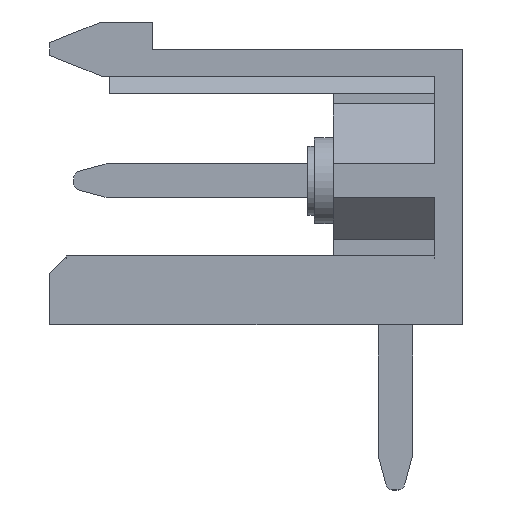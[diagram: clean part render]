
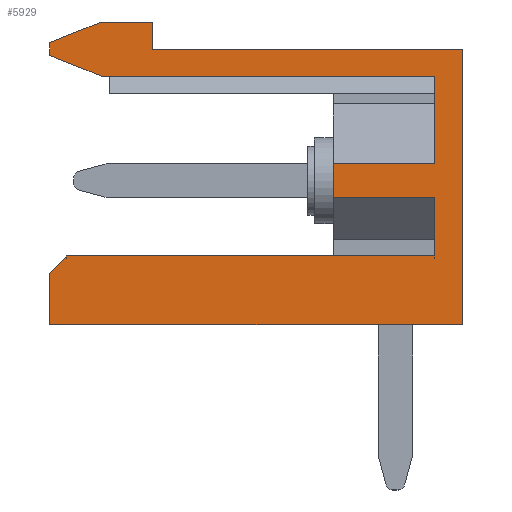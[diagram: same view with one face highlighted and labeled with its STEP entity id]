
A CAD part, left-side view. The second image highlights one B-rep face of the part: STEP entity #5929.
In plain terms, the highlighted planar face has unit normal (-1, 0, 0).
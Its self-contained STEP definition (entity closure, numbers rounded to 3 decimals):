
#978 = ORIENTED_EDGE ( 'NONE', *, *, #30140, .T. ) ;
#1572 = VERTEX_POINT ( 'NONE', #1646 ) ;
#1646 = CARTESIAN_POINT ( 'NONE',  ( 0., 9.01, 0.8 ) ) ;
#1926 = CARTESIAN_POINT ( 'NONE',  ( 0., 0., 0. ) ) ;
#2597 = LINE ( 'NONE', #35352, #17896 ) ;
#2683 = ORIENTED_EDGE ( 'NONE', *, *, #26265, .F. ) ;
#2891 = CARTESIAN_POINT ( 'NONE',  ( 0., 0., 0. ) ) ;
#3110 = VECTOR ( 'NONE', #15801, 1000. ) ;
#3389 = ORIENTED_EDGE ( 'NONE', *, *, #24955, .F. ) ;
#3593 = VECTOR ( 'NONE', #33226, 1000. ) ;
#3991 = VERTEX_POINT ( 'NONE', #23625 ) ;
#5815 = ORIENTED_EDGE ( 'NONE', *, *, #21241, .F. ) ;
#5929 = ADVANCED_FACE ( 'NONE', ( #11412 ), #5976, .F. ) ;
#5976 = PLANE ( 'NONE',  #30787 ) ;
#6174 = EDGE_CURVE ( 'NONE', #35008, #15486, #35313, .T. ) ;
#6395 = ORIENTED_EDGE ( 'NONE', *, *, #36268, .T. ) ;
#6536 = DIRECTION ( 'NONE',  ( 0., 0., -1. ) ) ;
#6704 = ORIENTED_EDGE ( 'NONE', *, *, #24673, .T. ) ;
#6884 = CARTESIAN_POINT ( 'NONE',  ( 0., 0.8, -4.31 ) ) ;
#7308 = DIRECTION ( 'NONE',  ( 0., 0., 1. ) ) ;
#7512 = CARTESIAN_POINT ( 'NONE',  ( 0., 10.5, -0.77 ) ) ;
#7598 = DIRECTION ( 'NONE',  ( 0., -1., 0. ) ) ;
#7619 = EDGE_LOOP ( 'NONE', ( #32659, #978, #31425, #30469, #27642, #2683, #3389, #17844, #26054, #12690, #37713, #39740, #9335, #5815, #6704, #6395, #28039 ) ) ;
#7759 = CARTESIAN_POINT ( 'NONE',  ( 0., 0., -8. ) ) ;
#7791 = VERTEX_POINT ( 'NONE', #24229 ) ;
#8080 = VERTEX_POINT ( 'NONE', #7759 ) ;
#8142 = VECTOR ( 'NONE', #31734, 1000. ) ;
#8744 = VERTEX_POINT ( 'NONE', #24205 ) ;
#9095 = LINE ( 'NONE', #16320, #8142 ) ;
#9148 = VECTOR ( 'NONE', #10908, 1000. ) ;
#9335 = ORIENTED_EDGE ( 'NONE', *, *, #14818, .F. ) ;
#9692 = VERTEX_POINT ( 'NONE', #1926 ) ;
#9769 = LINE ( 'NONE', #20214, #33231 ) ;
#10908 = DIRECTION ( 'NONE',  ( 0., -1., 0. ) ) ;
#11239 = DIRECTION ( 'NONE',  ( 0., 0.928, 0.371 ) ) ;
#11412 = FACE_OUTER_BOUND ( 'NONE', #7619, .T. ) ;
#12122 = DIRECTION ( 'NONE',  ( 1., 0., 0. ) ) ;
#12690 = ORIENTED_EDGE ( 'NONE', *, *, #6174, .F. ) ;
#12759 = CARTESIAN_POINT ( 'NONE',  ( 0., 0.8, -0.77 ) ) ;
#13095 = VERTEX_POINT ( 'NONE', #28813 ) ;
#13533 = CARTESIAN_POINT ( 'NONE',  ( 0., 10.5, 0.8 ) ) ;
#13823 = CARTESIAN_POINT ( 'NONE',  ( 0., 9.01, 0. ) ) ;
#14116 = CARTESIAN_POINT ( 'NONE',  ( 0., 10.5, 0.8 ) ) ;
#14522 = LINE ( 'NONE', #22213, #28930 ) ;
#14535 = LINE ( 'NONE', #13533, #28944 ) ;
#14629 = EDGE_CURVE ( 'NONE', #8744, #3991, #9095, .T. ) ;
#14818 = EDGE_CURVE ( 'NONE', #19322, #13095, #17656, .T. ) ;
#14932 = CARTESIAN_POINT ( 'NONE',  ( 0., 0.8, -3.31 ) ) ;
#15403 = LINE ( 'NONE', #14116, #30779 ) ;
#15486 = VERTEX_POINT ( 'NONE', #18003 ) ;
#15801 = DIRECTION ( 'NONE',  ( 0., 0., 1. ) ) ;
#16320 = CARTESIAN_POINT ( 'NONE',  ( 0., 0.8, -6. ) ) ;
#16614 = DIRECTION ( 'NONE',  ( 0., -0.928, 0.371 ) ) ;
#16984 = VECTOR ( 'NONE', #6536, 1000. ) ;
#17241 = LINE ( 'NONE', #13823, #9148 ) ;
#17320 = VERTEX_POINT ( 'NONE', #28667 ) ;
#17656 = LINE ( 'NONE', #20587, #32041 ) ;
#17844 = ORIENTED_EDGE ( 'NONE', *, *, #31289, .F. ) ;
#17896 = VECTOR ( 'NONE', #38440, 1000. ) ;
#18003 = CARTESIAN_POINT ( 'NONE',  ( 0., 12., 0.2 ) ) ;
#18072 = VECTOR ( 'NONE', #7308, 1000. ) ;
#18679 = CARTESIAN_POINT ( 'NONE',  ( 0., 3.75, -3.31 ) ) ;
#19269 = VERTEX_POINT ( 'NONE', #27030 ) ;
#19322 = VERTEX_POINT ( 'NONE', #14932 ) ;
#19625 = LINE ( 'NONE', #34991, #26831 ) ;
#20179 = VERTEX_POINT ( 'NONE', #32971 ) ;
#20214 = CARTESIAN_POINT ( 'NONE',  ( 0., 0., 0. ) ) ;
#20441 = DIRECTION ( 'NONE',  ( 0., 1., 0. ) ) ;
#20569 = VECTOR ( 'NONE', #11239, 1000. ) ;
#20587 = CARTESIAN_POINT ( 'NONE',  ( 0., 0.8, -0.77 ) ) ;
#20613 = VERTEX_POINT ( 'NONE', #7512 ) ;
#20807 = LINE ( 'NONE', #23981, #3593 ) ;
#21167 = CARTESIAN_POINT ( 'NONE',  ( 0., 12., -0.17 ) ) ;
#21241 = EDGE_CURVE ( 'NONE', #17320, #19322, #19625, .T. ) ;
#22213 = CARTESIAN_POINT ( 'NONE',  ( 0., 0., -8. ) ) ;
#23525 = CARTESIAN_POINT ( 'NONE',  ( 0., 12., -0.17 ) ) ;
#23625 = CARTESIAN_POINT ( 'NONE',  ( 0., 0.8, -6. ) ) ;
#23668 = DIRECTION ( 'NONE',  ( 0., 0., 1. ) ) ;
#23981 = CARTESIAN_POINT ( 'NONE',  ( 0., 11.5, -6. ) ) ;
#24076 = VERTEX_POINT ( 'NONE', #33988 ) ;
#24205 = CARTESIAN_POINT ( 'NONE',  ( 0., 11.5, -6. ) ) ;
#24229 = CARTESIAN_POINT ( 'NONE',  ( 0., 3.75, -4.31 ) ) ;
#24546 = LINE ( 'NONE', #35704, #30788 ) ;
#24673 = EDGE_CURVE ( 'NONE', #17320, #7791, #25154, .T. ) ;
#24827 = EDGE_CURVE ( 'NONE', #3991, #36075, #27542, .T. ) ;
#24955 = EDGE_CURVE ( 'NONE', #1572, #20179, #39015, .T. ) ;
#25154 = LINE ( 'NONE', #18679, #16984 ) ;
#25319 = DIRECTION ( 'NONE',  ( 0., 1., 0. ) ) ;
#25999 = DIRECTION ( 'NONE',  ( 0., 0., 1. ) ) ;
#26054 = ORIENTED_EDGE ( 'NONE', *, *, #36218, .F. ) ;
#26265 = EDGE_CURVE ( 'NONE', #20179, #9692, #17241, .T. ) ;
#26831 = VECTOR ( 'NONE', #7598, 1000. ) ;
#26891 = VECTOR ( 'NONE', #25999, 1000. ) ;
#27030 = CARTESIAN_POINT ( 'NONE',  ( 0., 12., -6.5 ) ) ;
#27542 = LINE ( 'NONE', #12759, #3110 ) ;
#27642 = ORIENTED_EDGE ( 'NONE', *, *, #36311, .F. ) ;
#28039 = ORIENTED_EDGE ( 'NONE', *, *, #24827, .F. ) ;
#28667 = CARTESIAN_POINT ( 'NONE',  ( 0., 3.75, -3.31 ) ) ;
#28813 = CARTESIAN_POINT ( 'NONE',  ( 0., 0.8, -0.77 ) ) ;
#28930 = VECTOR ( 'NONE', #25319, 1000. ) ;
#28944 = VECTOR ( 'NONE', #16614, 1000. ) ;
#28960 = CARTESIAN_POINT ( 'NONE',  ( 0., 12., -8. ) ) ;
#29405 = DIRECTION ( 'NONE',  ( 0., -1., 0. ) ) ;
#30140 = EDGE_CURVE ( 'NONE', #8744, #19269, #20807, .T. ) ;
#30441 = VERTEX_POINT ( 'NONE', #37231 ) ;
#30469 = ORIENTED_EDGE ( 'NONE', *, *, #30482, .F. ) ;
#30482 = EDGE_CURVE ( 'NONE', #8080, #30441, #14522, .T. ) ;
#30779 = VECTOR ( 'NONE', #29405, 1000. ) ;
#30787 = AXIS2_PLACEMENT_3D ( 'NONE', #2891, #12122, #33538 ) ;
#30788 = VECTOR ( 'NONE', #20441, 1000. ) ;
#30891 = VECTOR ( 'NONE', #31627, 1000. ) ;
#31289 = EDGE_CURVE ( 'NONE', #24076, #1572, #15403, .T. ) ;
#31425 = ORIENTED_EDGE ( 'NONE', *, *, #31801, .F. ) ;
#31627 = DIRECTION ( 'NONE',  ( 0., 0., -1. ) ) ;
#31734 = DIRECTION ( 'NONE',  ( 0., -1., 0. ) ) ;
#31801 = EDGE_CURVE ( 'NONE', #30441, #19269, #35004, .T. ) ;
#32041 = VECTOR ( 'NONE', #23668, 1000. ) ;
#32405 = EDGE_CURVE ( 'NONE', #20613, #35008, #36870, .T. ) ;
#32659 = ORIENTED_EDGE ( 'NONE', *, *, #14629, .F. ) ;
#32971 = CARTESIAN_POINT ( 'NONE',  ( 0., 9.01, 0. ) ) ;
#33226 = DIRECTION ( 'NONE',  ( 0., 0.707, -0.707 ) ) ;
#33231 = VECTOR ( 'NONE', #38588, 1000. ) ;
#33538 = DIRECTION ( 'NONE',  ( 0., 0., -1. ) ) ;
#33988 = CARTESIAN_POINT ( 'NONE',  ( 0., 10.5, 0.8 ) ) ;
#34729 = CARTESIAN_POINT ( 'NONE',  ( 0., 12., -0.17 ) ) ;
#34991 = CARTESIAN_POINT ( 'NONE',  ( 0., 3.75, -3.31 ) ) ;
#35004 = LINE ( 'NONE', #28960, #26891 ) ;
#35008 = VERTEX_POINT ( 'NONE', #21167 ) ;
#35313 = LINE ( 'NONE', #34729, #18072 ) ;
#35352 = CARTESIAN_POINT ( 'NONE',  ( 0., 3.75, -4.31 ) ) ;
#35704 = CARTESIAN_POINT ( 'NONE',  ( 0., 10.5, -0.77 ) ) ;
#36075 = VERTEX_POINT ( 'NONE', #6884 ) ;
#36218 = EDGE_CURVE ( 'NONE', #15486, #24076, #14535, .T. ) ;
#36268 = EDGE_CURVE ( 'NONE', #7791, #36075, #2597, .T. ) ;
#36311 = EDGE_CURVE ( 'NONE', #9692, #8080, #9769, .T. ) ;
#36870 = LINE ( 'NONE', #23525, #20569 ) ;
#36936 = EDGE_CURVE ( 'NONE', #13095, #20613, #24546, .T. ) ;
#37231 = CARTESIAN_POINT ( 'NONE',  ( 0., 12., -8. ) ) ;
#37713 = ORIENTED_EDGE ( 'NONE', *, *, #32405, .F. ) ;
#37781 = CARTESIAN_POINT ( 'NONE',  ( 0., 9.01, 0.8 ) ) ;
#38440 = DIRECTION ( 'NONE',  ( 0., -1., 0. ) ) ;
#38588 = DIRECTION ( 'NONE',  ( 0., 0., -1. ) ) ;
#39015 = LINE ( 'NONE', #37781, #30891 ) ;
#39740 = ORIENTED_EDGE ( 'NONE', *, *, #36936, .F. ) ;
